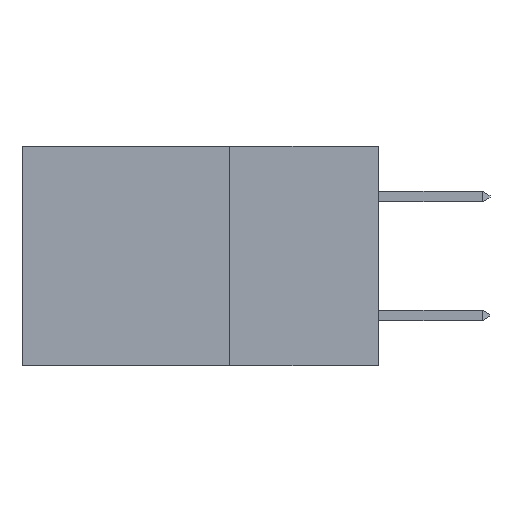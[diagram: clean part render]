
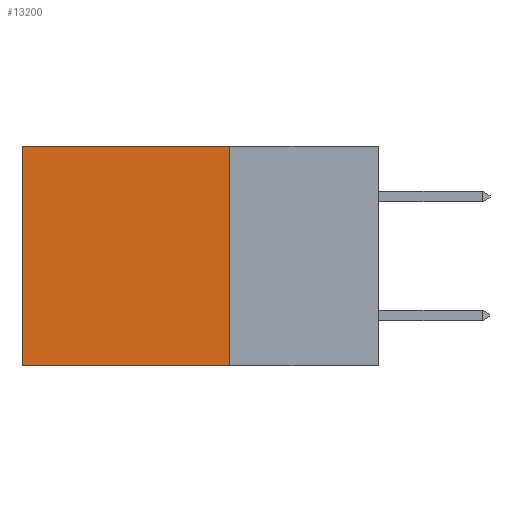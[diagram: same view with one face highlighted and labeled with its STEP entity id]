
A CAD part, left-side view. The second image highlights one B-rep face of the part: STEP entity #13200.
In plain terms, the highlighted planar face has unit normal (-1, 0, 0).
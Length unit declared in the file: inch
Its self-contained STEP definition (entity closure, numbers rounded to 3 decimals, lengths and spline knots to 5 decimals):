
#220 = VECTOR ( 'NONE', #10740, 39.37008 ) ;
#258 = LINE ( 'NONE', #13125, #13416 ) ;
#338 = EDGE_CURVE ( 'NONE', #15631, #11652, #14452, .T. ) ;
#877 = EDGE_CURVE ( 'NONE', #13581, #14801, #8705, .T. ) ;
#1784 = CARTESIAN_POINT ( 'NONE',  ( 0.298, 0.25, -0.37 ) ) ;
#1975 = CARTESIAN_POINT ( 'NONE',  ( 0.298, 0.25, -0.37 ) ) ;
#2605 = ORIENTED_EDGE ( 'NONE', *, *, #338, .F. ) ;
#3931 = VECTOR ( 'NONE', #12710, 39.37008 ) ;
#4134 = CARTESIAN_POINT ( 'NONE',  ( 0.298, 0.25, 0. ) ) ;
#4678 = CARTESIAN_POINT ( 'NONE',  ( 0.298, 0.6, 0. ) ) ;
#5110 = PLANE ( 'NONE',  #5915 ) ;
#5915 = AXIS2_PLACEMENT_3D ( 'NONE', #8928, #13983, #6408 ) ;
#6408 = DIRECTION ( 'NONE',  ( 0., 0., -1. ) ) ;
#7012 = DIRECTION ( 'NONE',  ( 0., 0., -1. ) ) ;
#8705 = LINE ( 'NONE', #13649, #9104 ) ;
#8928 = CARTESIAN_POINT ( 'NONE',  ( 0.298, 0.25, 0. ) ) ;
#9104 = VECTOR ( 'NONE', #7012, 39.37008 ) ;
#10062 = FACE_OUTER_BOUND ( 'NONE', #10184, .T. ) ;
#10184 = EDGE_LOOP ( 'NONE', ( #15628, #13864, #2605, #10984 ) ) ;
#10433 = LINE ( 'NONE', #1784, #220 ) ;
#10557 = DIRECTION ( 'NONE',  ( 0., 1., 0. ) ) ;
#10740 = DIRECTION ( 'NONE',  ( 0., 1., 0. ) ) ;
#10984 = ORIENTED_EDGE ( 'NONE', *, *, #12715, .T. ) ;
#11652 = VERTEX_POINT ( 'NONE', #1975 ) ;
#12353 = CARTESIAN_POINT ( 'NONE',  ( 0.298, 0.25, 0. ) ) ;
#12470 = CARTESIAN_POINT ( 'NONE',  ( 0.298, 0.6, -0.37 ) ) ;
#12710 = DIRECTION ( 'NONE',  ( 0., 0., -1. ) ) ;
#12715 = EDGE_CURVE ( 'NONE', #15631, #13581, #258, .T. ) ;
#13125 = CARTESIAN_POINT ( 'NONE',  ( 0.298, 0.25, 0. ) ) ;
#13200 = ADVANCED_FACE ( 'NONE', ( #10062 ), #5110, .F. ) ;
#13416 = VECTOR ( 'NONE', #10557, 39.37008 ) ;
#13581 = VERTEX_POINT ( 'NONE', #4678 ) ;
#13649 = CARTESIAN_POINT ( 'NONE',  ( 0.298, 0.6, 0. ) ) ;
#13864 = ORIENTED_EDGE ( 'NONE', *, *, #14047, .F. ) ;
#13983 = DIRECTION ( 'NONE',  ( 1., 0., 0. ) ) ;
#14047 = EDGE_CURVE ( 'NONE', #11652, #14801, #10433, .T. ) ;
#14452 = LINE ( 'NONE', #12353, #3931 ) ;
#14801 = VERTEX_POINT ( 'NONE', #12470 ) ;
#15628 = ORIENTED_EDGE ( 'NONE', *, *, #877, .T. ) ;
#15631 = VERTEX_POINT ( 'NONE', #4134 ) ;
